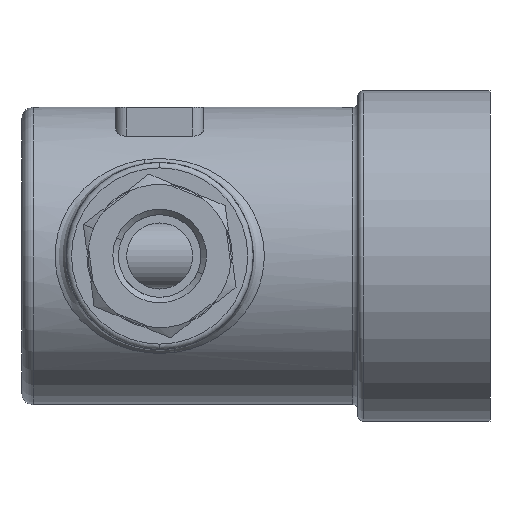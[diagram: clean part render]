
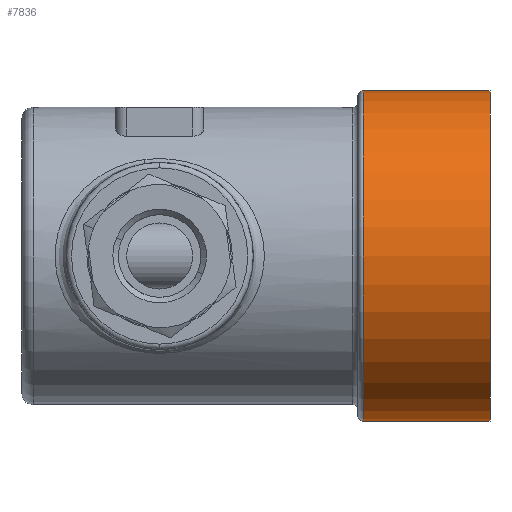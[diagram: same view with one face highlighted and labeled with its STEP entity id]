
A CAD part, left-side view. The second image highlights one B-rep face of the part: STEP entity #7836.
In plain terms, the highlighted cylindrical face has radius 15 mm (diameter 30 mm), a partial arc.
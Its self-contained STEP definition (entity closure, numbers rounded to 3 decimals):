
#161 = DIRECTION ( 'NONE',  ( 0., 1., 0. ) ) ;
#826 = CARTESIAN_POINT ( 'NONE',  ( 0., 0., 0. ) ) ;
#1613 = DIRECTION ( 'NONE',  ( 0., 1., 0. ) ) ;
#4357 = CARTESIAN_POINT ( 'NONE',  ( 0., 11.5, -15. ) ) ;
#4413 = VERTEX_POINT ( 'NONE', #15605 ) ;
#5424 = CARTESIAN_POINT ( 'NONE',  ( 0., 27.62, 15. ) ) ;
#5427 = VERTEX_POINT ( 'NONE', #4357 ) ;
#5585 = EDGE_CURVE ( 'NONE', #20382, #5427, #13864, .T. ) ;
#6634 = ORIENTED_EDGE ( 'NONE', *, *, #22040, .T. ) ;
#6788 = CARTESIAN_POINT ( 'NONE',  ( 0., 0., 15. ) ) ;
#7278 = CYLINDRICAL_SURFACE ( 'NONE', #12450, 15. ) ;
#7798 = EDGE_CURVE ( 'NONE', #15547, #4413, #19443, .T. ) ;
#7836 = ADVANCED_FACE ( 'NONE', ( #14307 ), #7278, .T. ) ;
#8366 = VECTOR ( 'NONE', #15431, 1000. ) ;
#9310 = EDGE_LOOP ( 'NONE', ( #19026, #20440, #17180, #6634 ) ) ;
#10077 = VECTOR ( 'NONE', #1613, 1000. ) ;
#10571 = AXIS2_PLACEMENT_3D ( 'NONE', #826, #18379, #11598 ) ;
#10721 = CARTESIAN_POINT ( 'NONE',  ( 0., 27.62, 0. ) ) ;
#11598 = DIRECTION ( 'NONE',  ( 0., 0., 1. ) ) ;
#12019 = CARTESIAN_POINT ( 'NONE',  ( 0., 27.62, -15. ) ) ;
#12294 = DIRECTION ( 'NONE',  ( 0., 0., 1. ) ) ;
#12450 = AXIS2_PLACEMENT_3D ( 'NONE', #10721, #161, #12294 ) ;
#13864 = LINE ( 'NONE', #12019, #10077 ) ;
#14307 = FACE_OUTER_BOUND ( 'NONE', #9310, .T. ) ;
#15431 = DIRECTION ( 'NONE',  ( 0., 1., 0. ) ) ;
#15547 = VERTEX_POINT ( 'NONE', #6788 ) ;
#15605 = CARTESIAN_POINT ( 'NONE',  ( 0., 11.5, 15. ) ) ;
#16365 = CIRCLE ( 'NONE', #10571, 15. ) ;
#17180 = ORIENTED_EDGE ( 'NONE', *, *, #7798, .T. ) ;
#17853 = CARTESIAN_POINT ( 'NONE',  ( 0., 0., -15. ) ) ;
#18167 = DIRECTION ( 'NONE',  ( 0., -1., 0. ) ) ;
#18379 = DIRECTION ( 'NONE',  ( 0., 1., 0. ) ) ;
#19026 = ORIENTED_EDGE ( 'NONE', *, *, #5585, .F. ) ;
#19271 = EDGE_CURVE ( 'NONE', #20382, #15547, #16365, .T. ) ;
#19430 = AXIS2_PLACEMENT_3D ( 'NONE', #20150, #18167, #21793 ) ;
#19443 = LINE ( 'NONE', #5424, #8366 ) ;
#20150 = CARTESIAN_POINT ( 'NONE',  ( 0., 11.5, 0. ) ) ;
#20382 = VERTEX_POINT ( 'NONE', #17853 ) ;
#20440 = ORIENTED_EDGE ( 'NONE', *, *, #19271, .T. ) ;
#20711 = CIRCLE ( 'NONE', #19430, 15. ) ;
#21793 = DIRECTION ( 'NONE',  ( 0., 0., -1. ) ) ;
#22040 = EDGE_CURVE ( 'NONE', #4413, #5427, #20711, .T. ) ;
